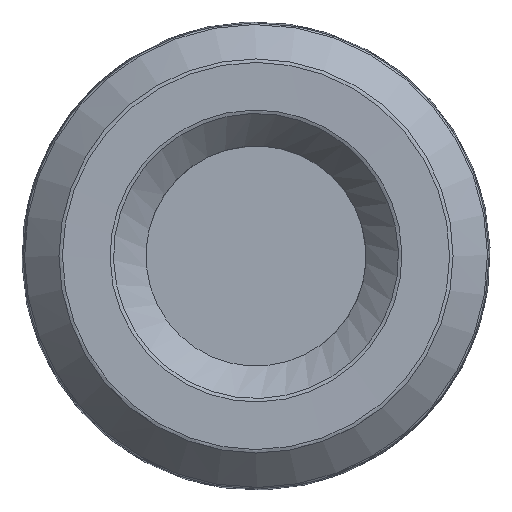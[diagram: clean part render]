
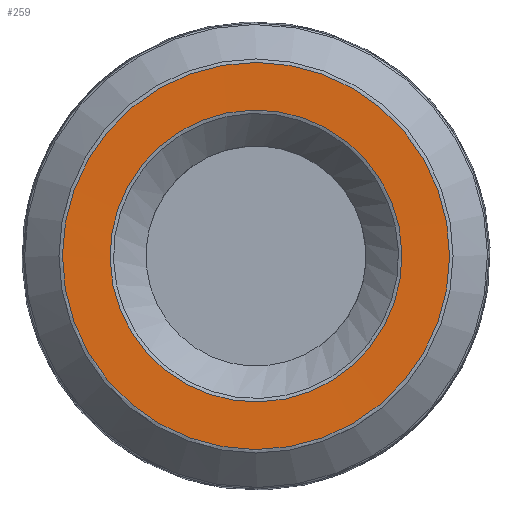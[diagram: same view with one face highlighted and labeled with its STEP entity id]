
A CAD part, left-side view. The second image highlights one B-rep face of the part: STEP entity #259.
In plain terms, the highlighted free-form (B-spline) face has degree [1, 3] with [2, 7] control points.
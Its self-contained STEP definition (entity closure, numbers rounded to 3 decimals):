
#259=ADVANCED_FACE('',(#310),#294,.F.);
#294=(
BOUNDED_SURFACE()
B_SPLINE_SURFACE(1,3,((#898,#899,#900,#901,#902,#903,#904),(#905,#906,#907,
#908,#909,#910,#911)),.UNSPECIFIED.,.F.,.T.,.F.)
B_SPLINE_SURFACE_WITH_KNOTS((2,2),(1,3,3,3,1),(0.,1.),(-0.5,0.,0.5,1.,1.5),
 .UNSPECIFIED.)
GEOMETRIC_REPRESENTATION_ITEM()
RATIONAL_B_SPLINE_SURFACE(((1.,0.333,0.333,1.,0.333,
0.333,1.),(1.,0.333,0.333,1.,0.333,
0.333,1.)))
REPRESENTATION_ITEM('')
SURFACE()
);
#310=FACE_OUTER_BOUND('',#328,.T.);
#328=EDGE_LOOP('',(#434,#435,#436,#437));
#382=CIRCLE('',#625,23.495);
#383=CIRCLE('',#626,31.161);
#434=ORIENTED_EDGE('',*,*,#561,.T.);
#435=ORIENTED_EDGE('',*,*,#562,.F.);
#436=ORIENTED_EDGE('',*,*,#561,.F.);
#437=ORIENTED_EDGE('',*,*,#560,.T.);
#522=VERTEX_POINT('',#865);
#523=VERTEX_POINT('',#896);
#560=EDGE_CURVE('',#522,#522,#382,.T.);
#561=EDGE_CURVE('',#522,#523,#604,.T.);
#562=EDGE_CURVE('',#523,#523,#383,.T.);
#604=LINE('',#895,#612);
#612=VECTOR('',#690,1.);
#625=AXIS2_PLACEMENT_3D('',#866,#688,#689);
#626=AXIS2_PLACEMENT_3D('',#897,#691,#692);
#688=DIRECTION('',(1.,0.,0.));
#689=DIRECTION('',(0.,-1.,0.026));
#690=DIRECTION('',(-0.008,-0.996,-0.088));
#691=DIRECTION('',(1.,0.,0.));
#692=DIRECTION('',(0.,-1.,-0.002));
#865=CARTESIAN_POINT('',(0.082,-23.487,0.611));
#866=CARTESIAN_POINT('',(0.082,0.,0.));
#895=CARTESIAN_POINT('',(0.082,-23.487,0.611));
#896=CARTESIAN_POINT('',(0.017,-31.161,-0.069));
#897=CARTESIAN_POINT('',(0.017,0.,0.));
#898=CARTESIAN_POINT('',(0.082,-23.487,0.611));
#899=CARTESIAN_POINT('',(0.082,-24.71,-46.363));
#900=CARTESIAN_POINT('',(0.082,22.265,-47.586));
#901=CARTESIAN_POINT('',(0.082,23.487,-0.611));
#902=CARTESIAN_POINT('',(0.082,24.71,46.363));
#903=CARTESIAN_POINT('',(0.082,-22.265,47.586));
#904=CARTESIAN_POINT('',(0.082,-23.487,0.611));
#905=CARTESIAN_POINT('',(0.017,-31.161,-0.069));
#906=CARTESIAN_POINT('',(0.017,-31.023,-62.392));
#907=CARTESIAN_POINT('',(0.017,31.3,-62.253));
#908=CARTESIAN_POINT('',(0.017,31.161,0.069));
#909=CARTESIAN_POINT('',(0.017,31.023,62.392));
#910=CARTESIAN_POINT('',(0.017,-31.3,62.253));
#911=CARTESIAN_POINT('',(0.017,-31.161,-0.069));
